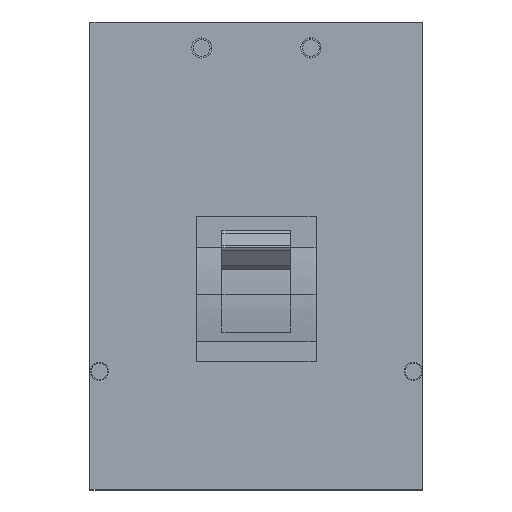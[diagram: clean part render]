
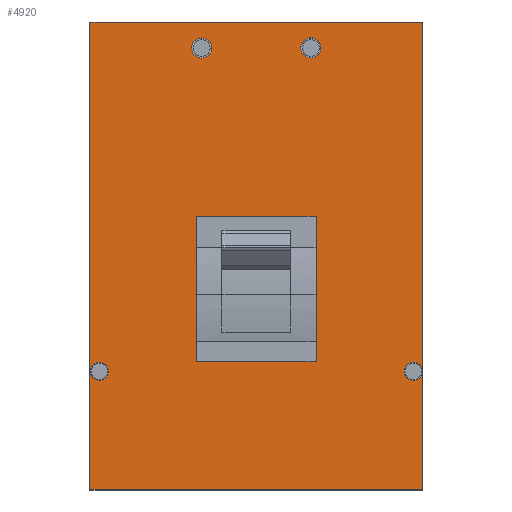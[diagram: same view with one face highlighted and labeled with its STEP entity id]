
A CAD part, top view. The second image highlights one B-rep face of the part: STEP entity #4920.
In plain terms, the highlighted planar face has unit normal (0, 0, 1).
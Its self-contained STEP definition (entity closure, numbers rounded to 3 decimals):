
#60=CARTESIAN_POINT('',(-159.204,-2171.073,
-195.998));
#70=DIRECTION('',(0.,-1.,0.));
#80=VECTOR('',#70,1.);
#90=LINE('',#60,#80);
#100=CARTESIAN_POINT('',(-159.204,-1721.572,
-195.998));
#110=VERTEX_POINT('',#100);
#120=CARTESIAN_POINT('',(-159.204,-2171.572,
-195.998));
#130=VERTEX_POINT('',#120);
#140=EDGE_CURVE('',#110,#130,#90,.T.);
#3470=CARTESIAN_POINT('',(160.546,-2057.572,
-195.998));
#3480=VERTEX_POINT('',#3470);
#3510=CARTESIAN_POINT('',(151.796,-2057.572,
-195.998));
#3520=DIRECTION('',(0.,0.,1.));
#3530=DIRECTION('',(1.,0.,0.));
#3540=AXIS2_PLACEMENT_3D('',#3510,#3520,#3530);
#3550=CIRCLE('',#3540,8.75);
#3560=CARTESIAN_POINT('',(143.046,-2057.572,
-195.998));
#3570=VERTEX_POINT('',#3560);
#3580=EDGE_CURVE('',#3570,#3480,#3550,.T.);
#3780=CARTESIAN_POINT('',(269.796,-2171.073,
-195.998));
#3790=DIRECTION('',(-0.,-0.,-1.));
#3800=DIRECTION('',(0.,-1.,0.));
#3810=AXIS2_PLACEMENT_3D('',#3780,#3790,#3800);
#3820=PLANE('',#3810);
#3830=CARTESIAN_POINT('',(0.,-2048.573,-195.998));
#3840=DIRECTION('',(1.,0.,0.));
#3850=VECTOR('',#3840,1.);
#3860=LINE('',#3830,#3850);
#3870=CARTESIAN_POINT('',(-56.704,-2048.573,
-195.998));
#3880=VERTEX_POINT('',#3870);
#3890=CARTESIAN_POINT('',(58.296,-2048.573,
-195.998));
#3900=VERTEX_POINT('',#3890);
#3910=EDGE_CURVE('',#3880,#3900,#3860,.T.);
#3920=ORIENTED_EDGE('',*,*,#3910,.F.);
#3930=CARTESIAN_POINT('',(58.296,-0.001,
-195.998));
#3940=DIRECTION('',(0.,-1.,0.));
#3950=VECTOR('',#3940,1.);
#3960=LINE('',#3930,#3950);
#3970=CARTESIAN_POINT('',(58.296,-1908.573,
-195.998));
#3980=VERTEX_POINT('',#3970);
#3990=EDGE_CURVE('',#3980,#3900,#3960,.T.);
#4000=ORIENTED_EDGE('',*,*,#3990,.T.);
#4010=CARTESIAN_POINT('',(0.,-1908.573,-195.998));
#4020=DIRECTION('',(-1.,0.,0.));
#4030=VECTOR('',#4020,1.);
#4040=LINE('',#4010,#4030);
#4050=CARTESIAN_POINT('',(-56.704,-1908.573,
-195.998));
#4060=VERTEX_POINT('',#4050);
#4070=EDGE_CURVE('',#3980,#4060,#4040,.T.);
#4080=ORIENTED_EDGE('',*,*,#4070,.F.);
#4090=CARTESIAN_POINT('',(-56.704,-0.001,
-195.998));
#4100=DIRECTION('',(0.,-1.,0.));
#4110=VECTOR('',#4100,1.);
#4120=LINE('',#4090,#4110);
#4130=EDGE_CURVE('',#4060,#3880,#4120,.T.);
#4140=ORIENTED_EDGE('',*,*,#4130,.F.);
#4150=EDGE_LOOP('',(#4140,#4080,#4000,#3920));
#4160=FACE_BOUND('',#4150,.T.);
#4170=CARTESIAN_POINT('',(53.296,-1746.572,
-195.998));
#4180=DIRECTION('',(0.,0.,1.));
#4190=DIRECTION('',(1.,0.,0.));
#4200=AXIS2_PLACEMENT_3D('',#4170,#4180,#4190);
#4210=CIRCLE('',#4200,9.753);
#4220=CARTESIAN_POINT('',(63.049,-1746.572,
-195.998));
#4230=VERTEX_POINT('',#4220);
#4240=CARTESIAN_POINT('',(43.543,-1746.572,
-195.998));
#4250=VERTEX_POINT('',#4240);
#4260=EDGE_CURVE('',#4230,#4250,#4210,.T.);
#4270=ORIENTED_EDGE('',*,*,#4260,.F.);
#4280=EDGE_CURVE('',#4250,#4230,#4210,.T.);
#4290=ORIENTED_EDGE('',*,*,#4280,.F.);
#4300=EDGE_LOOP('',(#4290,#4270));
#4310=FACE_BOUND('',#4300,.T.);
#4320=CARTESIAN_POINT('',(-51.704,-1746.572,
-195.998));
#4330=DIRECTION('',(0.,0.,1.));
#4340=DIRECTION('',(1.,0.,0.));
#4350=AXIS2_PLACEMENT_3D('',#4320,#4330,#4340);
#4360=CIRCLE('',#4350,9.75);
#4370=CARTESIAN_POINT('',(-41.954,-1746.572,
-195.998));
#4380=VERTEX_POINT('',#4370);
#4390=CARTESIAN_POINT('',(-61.454,-1746.572,
-195.998));
#4400=VERTEX_POINT('',#4390);
#4410=EDGE_CURVE('',#4380,#4400,#4360,.T.);
#4420=ORIENTED_EDGE('',*,*,#4410,.F.);
#4430=EDGE_CURVE('',#4400,#4380,#4360,.T.);
#4440=ORIENTED_EDGE('',*,*,#4430,.F.);
#4450=EDGE_LOOP('',(#4440,#4420));
#4460=FACE_BOUND('',#4450,.T.);
#4470=EDGE_CURVE('',#3480,#3570,#3550,.T.);
#4480=ORIENTED_EDGE('',*,*,#4470,.F.);
#4490=ORIENTED_EDGE('',*,*,#3580,.F.);
#4500=EDGE_LOOP('',(#4490,#4480));
#4510=FACE_BOUND('',#4500,.T.);
#4520=CARTESIAN_POINT('',(-150.204,-2057.572,
-195.998));
#4530=DIRECTION('',(0.,0.,1.));
#4540=DIRECTION('',(1.,0.,0.));
#4550=AXIS2_PLACEMENT_3D('',#4520,#4530,#4540);
#4560=CIRCLE('',#4550,8.75);
#4570=CARTESIAN_POINT('',(-141.454,-2057.572,
-195.998));
#4580=VERTEX_POINT('',#4570);
#4590=CARTESIAN_POINT('',(-158.954,-2057.572,
-195.998));
#4600=VERTEX_POINT('',#4590);
#4610=EDGE_CURVE('',#4580,#4600,#4560,.T.);
#4620=ORIENTED_EDGE('',*,*,#4610,.F.);
#4630=EDGE_CURVE('',#4600,#4580,#4560,.T.);
#4640=ORIENTED_EDGE('',*,*,#4630,.F.);
#4650=EDGE_LOOP('',(#4640,#4620));
#4660=FACE_BOUND('',#4650,.T.);
#4670=CARTESIAN_POINT('',(160.796,0.,-195.998));
#4680=DIRECTION('',(0.,1.,0.));
#4690=VECTOR('',#4680,1.);
#4700=LINE('',#4670,#4690);
#4710=CARTESIAN_POINT('',(160.796,-2171.572,
-195.998));
#4720=VERTEX_POINT('',#4710);
#4730=CARTESIAN_POINT('',(160.796,-1721.572,
-195.998));
#4740=VERTEX_POINT('',#4730);
#4750=EDGE_CURVE('',#4720,#4740,#4700,.T.);
#4760=ORIENTED_EDGE('',*,*,#4750,.T.);
#4770=CARTESIAN_POINT('',(0.,-2171.572,-195.998));
#4780=DIRECTION('',(-1.,0.,0.));
#4790=VECTOR('',#4780,1.);
#4800=LINE('',#4770,#4790);
#4810=EDGE_CURVE('',#4720,#130,#4800,.T.);
#4820=ORIENTED_EDGE('',*,*,#4810,.F.);
#4830=ORIENTED_EDGE('',*,*,#140,.T.);
#4840=CARTESIAN_POINT('',(0.,-1721.572,-195.998));
#4850=DIRECTION('',(-1.,0.,0.));
#4860=VECTOR('',#4850,1.);
#4870=LINE('',#4840,#4860);
#4880=EDGE_CURVE('',#4740,#110,#4870,.T.);
#4890=ORIENTED_EDGE('',*,*,#4880,.T.);
#4900=EDGE_LOOP('',(#4890,#4830,#4820,#4760));
#4910=FACE_OUTER_BOUND('',#4900,.T.);
#4920=ADVANCED_FACE('',(#4160,#4310,#4460,#4510,#4660,#4910),#3820,.F.);
